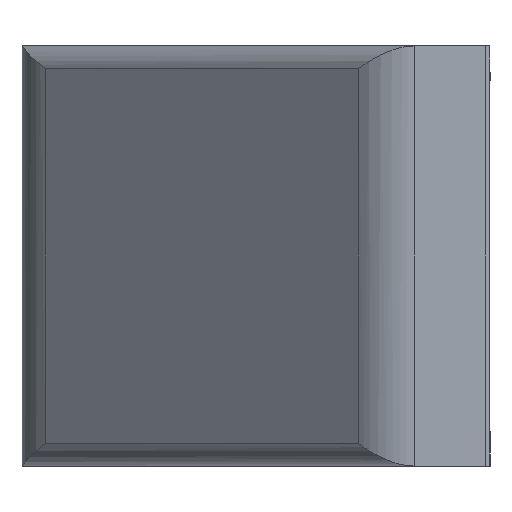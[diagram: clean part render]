
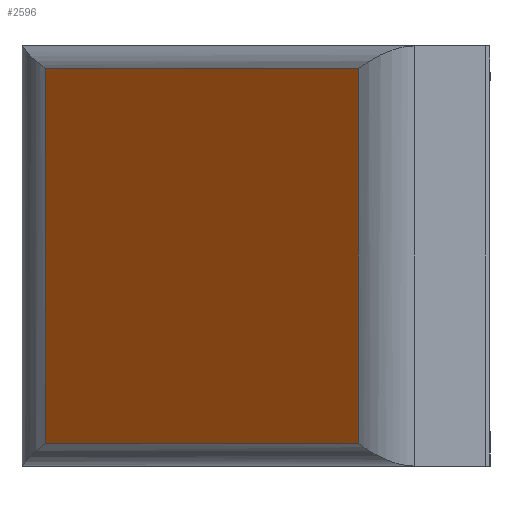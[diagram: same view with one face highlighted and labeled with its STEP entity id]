
A CAD part, left-side view. The second image highlights one B-rep face of the part: STEP entity #2596.
In plain terms, the highlighted face is planar.
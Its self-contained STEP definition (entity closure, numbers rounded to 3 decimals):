
#1639=ORIENTED_EDGE('',*,*,#2073,.F.);
#1640=ORIENTED_EDGE('',*,*,#2077,.F.);
#1641=ORIENTED_EDGE('',*,*,#2081,.T.);
#1642=ORIENTED_EDGE('',*,*,#2115,.T.);
#1736=VECTOR('',#2360,1.);
#1737=VECTOR('',#2365,1.);
#1739=VECTOR('',#2371,1.);
#1771=VECTOR('',#2439,1.);
#1858=LINE('',#2960,#1736);
#1859=LINE('',#3279,#1737);
#1861=LINE('',#3462,#1739);
#1893=LINE('',#3529,#1771);
#1959=VERTEX_POINT('',#2782);
#1960=VERTEX_POINT('',#2959);
#1962=VERTEX_POINT('',#3121);
#1965=VERTEX_POINT('',#3285);
#2073=EDGE_CURVE('',#1959,#1960,#1858,.T.);
#2077=EDGE_CURVE('',#1962,#1959,#1859,.T.);
#2081=EDGE_CURVE('',#1962,#1965,#1861,.T.);
#2115=EDGE_CURVE('',#1965,#1960,#1893,.T.);
#2162=EDGE_LOOP('',(#1639,#1640,#1641,#1642));
#2210=FACE_BOUND('',#2162,.T.);
#2360=DIRECTION('',(0.,0.,-33.));
#2365=DIRECTION('',(39.001,0.,0.));
#2371=DIRECTION('',(0.,0.,-33.));
#2439=DIRECTION('',(39.001,0.,0.));
#2440=DIRECTION('',(0.,-1.,0.));
#2441=DIRECTION('',(-1.,0.,0.));
#2504=AXIS2_PLACEMENT_3D('',#3530,#2440,#2441);
#2549=PLANE('',#2504);
#2596=ADVANCED_FACE('',(#2210),#2549,.T.);
#2782=CARTESIAN_POINT('',(19.501,-7.,16.5));
#2959=CARTESIAN_POINT('',(19.501,-7.,-16.5));
#2960=CARTESIAN_POINT('',(19.501,-7.,16.5));
#3121=CARTESIAN_POINT('',(-19.501,-7.,16.5));
#3279=CARTESIAN_POINT('',(-19.501,-7.,16.5));
#3285=CARTESIAN_POINT('',(-19.501,-7.,-16.5));
#3462=CARTESIAN_POINT('',(-19.501,-7.,16.5));
#3529=CARTESIAN_POINT('',(-19.501,-7.,-16.5));
#3530=CARTESIAN_POINT('',(-19.501,-7.,0.));
